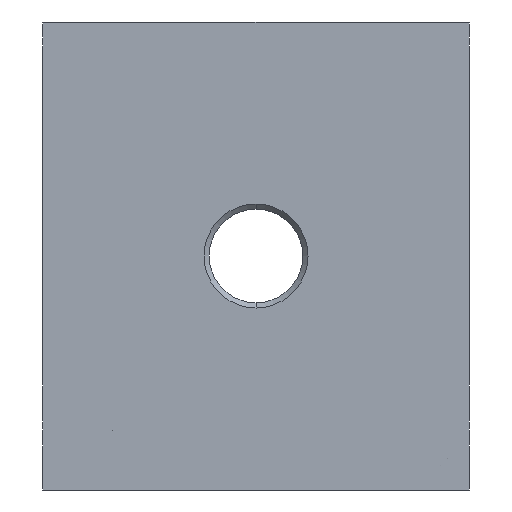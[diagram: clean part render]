
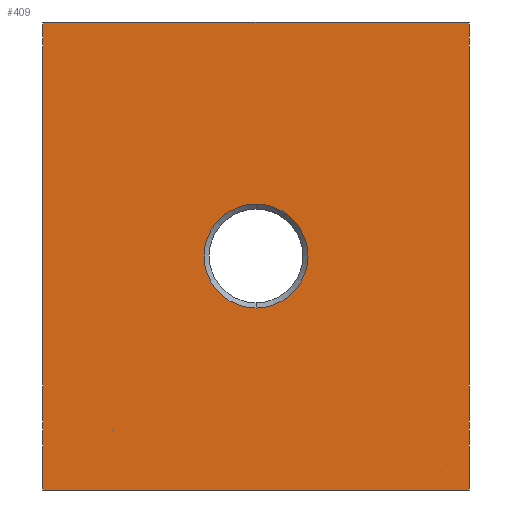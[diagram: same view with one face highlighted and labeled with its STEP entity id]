
A CAD part, front view. The second image highlights one B-rep face of the part: STEP entity #409.
In plain terms, the highlighted planar face has unit normal (0, -1, 0).
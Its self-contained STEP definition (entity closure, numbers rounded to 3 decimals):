
#14=FACE_BOUND('',#64,.T.);
#19=PLANE('',#460);
#40=FACE_OUTER_BOUND('',#63,.T.);
#63=EDGE_LOOP('',(#288,#289,#290,#291));
#64=EDGE_LOOP('',(#292,#293));
#98=LINE('',#666,#131);
#99=LINE('',#669,#132);
#100=LINE('',#671,#133);
#101=LINE('',#672,#134);
#131=VECTOR('',#537,1000.);
#132=VECTOR('',#540,1000.);
#133=VECTOR('',#541,1000.);
#134=VECTOR('',#542,1000.);
#156=CIRCLE('',#456,5.);
#157=CIRCLE('',#461,5.);
#185=VERTEX_POINT('',#647);
#186=VERTEX_POINT('',#649);
#188=VERTEX_POINT('',#660);
#190=VERTEX_POINT('',#664);
#191=VERTEX_POINT('',#668);
#192=VERTEX_POINT('',#670);
#219=EDGE_CURVE('',#186,#185,#156,.T.);
#228=EDGE_CURVE('',#188,#190,#98,.T.);
#229=EDGE_CURVE('',#190,#191,#99,.T.);
#230=EDGE_CURVE('',#192,#191,#100,.T.);
#231=EDGE_CURVE('',#188,#192,#101,.T.);
#232=EDGE_CURVE('',#185,#186,#157,.T.);
#288=ORIENTED_EDGE('',*,*,#229,.T.);
#289=ORIENTED_EDGE('',*,*,#230,.F.);
#290=ORIENTED_EDGE('',*,*,#231,.F.);
#291=ORIENTED_EDGE('',*,*,#228,.T.);
#292=ORIENTED_EDGE('',*,*,#219,.T.);
#293=ORIENTED_EDGE('',*,*,#232,.T.);
#409=ADVANCED_FACE('',(#40,#14),#19,.F.);
#456=AXIS2_PLACEMENT_3D('',#650,#521,#522);
#460=AXIS2_PLACEMENT_3D('',#667,#538,#539);
#461=AXIS2_PLACEMENT_3D('',#673,#543,#544);
#521=DIRECTION('center_axis',(0.,1.,0.));
#522=DIRECTION('ref_axis',(0.,0.,1.));
#537=DIRECTION('',(-1.,0.,0.));
#538=DIRECTION('center_axis',(0.,1.,0.));
#539=DIRECTION('ref_axis',(1.,0.,0.));
#540=DIRECTION('',(0.,0.,-1.));
#541=DIRECTION('',(-1.,0.,0.));
#542=DIRECTION('',(0.,0.,-1.));
#543=DIRECTION('center_axis',(0.,1.,0.));
#544=DIRECTION('ref_axis',(0.,0.,1.));
#647=CARTESIAN_POINT('',(0.,0.,27.5));
#649=CARTESIAN_POINT('',(0.,0.,17.5));
#650=CARTESIAN_POINT('Origin',(0.,0.,22.5));
#660=CARTESIAN_POINT('',(20.5,0.,45.));
#664=CARTESIAN_POINT('',(-20.5,0.,45.));
#666=CARTESIAN_POINT('',(20.5,0.,45.));
#667=CARTESIAN_POINT('Origin',(20.5,0.,45.));
#668=CARTESIAN_POINT('',(-20.5,0.,0.));
#669=CARTESIAN_POINT('',(-20.5,0.,45.));
#670=CARTESIAN_POINT('',(20.5,0.,0.));
#671=CARTESIAN_POINT('',(20.5,0.,0.));
#672=CARTESIAN_POINT('',(20.5,0.,45.));
#673=CARTESIAN_POINT('Origin',(0.,0.,22.5));
